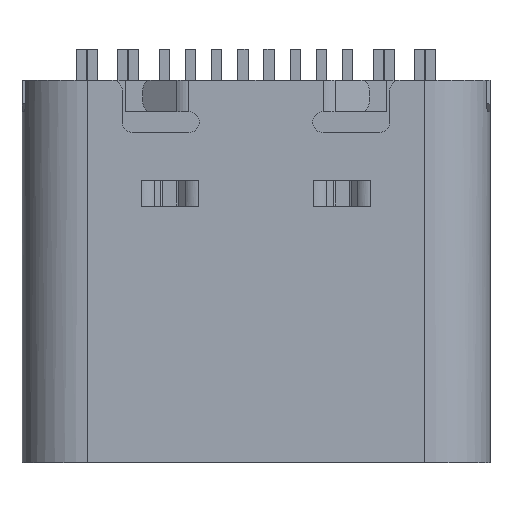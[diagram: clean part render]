
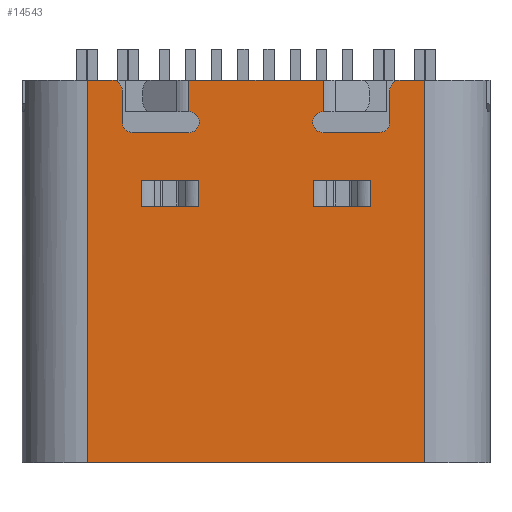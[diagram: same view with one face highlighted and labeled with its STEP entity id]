
A CAD part, top view. The second image highlights one B-rep face of the part: STEP entity #14543.
In plain terms, the highlighted face is planar.
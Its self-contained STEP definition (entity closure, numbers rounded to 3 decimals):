
#12999 = VERTEX_POINT('',#13000);
#13000 = CARTESIAN_POINT('',(2.196,3.31,-1.445));
#13009 = EDGE_CURVE('',#12999,#13010,#13012,.T.);
#13010 = VERTEX_POINT('',#13011);
#13011 = CARTESIAN_POINT('',(1.096,3.31,-1.445));
#13012 = LINE('',#13013,#13014);
#13013 = CARTESIAN_POINT('',(1.096,3.31,-1.446));
#13014 = VECTOR('',#13015,1.);
#13015 = DIRECTION('',(-1.,-0.,0.));
#13074 = EDGE_CURVE('',#13075,#13077,#13079,.T.);
#13075 = VERTEX_POINT('',#13076);
#13076 = CARTESIAN_POINT('',(1.096,3.31,-0.948));
#13077 = VERTEX_POINT('',#13078);
#13078 = CARTESIAN_POINT('',(2.196,3.31,-0.948));
#13079 = LINE('',#13080,#13081);
#13080 = CARTESIAN_POINT('',(1.096,3.31,-0.946));
#13081 = VECTOR('',#13082,1.);
#13082 = DIRECTION('',(1.,0.,0.));
#13153 = VERTEX_POINT('',#13154);
#13154 = CARTESIAN_POINT('',(2.754,3.31,-3.353));
#13160 = EDGE_CURVE('',#13153,#13161,#13163,.T.);
#13161 = VERTEX_POINT('',#13162);
#13162 = CARTESIAN_POINT('',(3.22,3.31,-3.353));
#13163 = LINE('',#13164,#13165);
#13164 = CARTESIAN_POINT('',(0.,3.31,-3.353));
#13165 = VECTOR('',#13166,1.);
#13166 = DIRECTION('',(1.,0.,0.));
#13307 = EDGE_CURVE('',#13308,#13310,#13312,.T.);
#13308 = VERTEX_POINT('',#13309);
#13309 = CARTESIAN_POINT('',(-1.283,3.31,-3.353));
#13310 = VERTEX_POINT('',#13311);
#13311 = CARTESIAN_POINT('',(1.283,3.31,-3.353));
#13312 = LINE('',#13313,#13314);
#13313 = CARTESIAN_POINT('',(0.,3.31,-3.353));
#13314 = VECTOR('',#13315,1.);
#13315 = DIRECTION('',(1.,0.,0.));
#13386 = VERTEX_POINT('',#13387);
#13387 = CARTESIAN_POINT('',(3.22,3.31,3.953));
#14543 = ADVANCED_FACE('',(#14544,#14560,#14692),#14726,.F.);
#14544 = FACE_BOUND('',#14545,.T.);
#14545 = EDGE_LOOP('',(#14546,#14547,#14553,#14554));
#14546 = ORIENTED_EDGE('',*,*,#13074,.F.);
#14547 = ORIENTED_EDGE('',*,*,#14548,.T.);
#14548 = EDGE_CURVE('',#13075,#13010,#14549,.T.);
#14549 = LINE('',#14550,#14551);
#14550 = CARTESIAN_POINT('',(1.096,3.31,-0.949));
#14551 = VECTOR('',#14552,1.);
#14552 = DIRECTION('',(-0.,-0.,-1.));
#14553 = ORIENTED_EDGE('',*,*,#13009,.F.);
#14554 = ORIENTED_EDGE('',*,*,#14555,.F.);
#14555 = EDGE_CURVE('',#13077,#12999,#14556,.T.);
#14556 = LINE('',#14557,#14558);
#14557 = CARTESIAN_POINT('',(2.196,3.31,-0.949));
#14558 = VECTOR('',#14559,1.);
#14559 = DIRECTION('',(-0.,-0.,-1.));
#14560 = FACE_BOUND('',#14561,.T.);
#14561 = EDGE_LOOP('',(#14562,#14563,#14572,#14580,#14589,#14597,#14606,
    #14612,#14613,#14621,#14630,#14638,#14647,#14655,#14664,#14672,
    #14680,#14686));
#14562 = ORIENTED_EDGE('',*,*,#13160,.F.);
#14563 = ORIENTED_EDGE('',*,*,#14564,.F.);
#14564 = EDGE_CURVE('',#14565,#13153,#14567,.T.);
#14565 = VERTEX_POINT('',#14566);
#14566 = CARTESIAN_POINT('',(2.554,3.31,-3.153));
#14567 = CIRCLE('',#14568,0.2);
#14568 = AXIS2_PLACEMENT_3D('',#14569,#14570,#14571);
#14569 = CARTESIAN_POINT('',(2.754,3.31,-3.153));
#14570 = DIRECTION('',(-0.,-1.,0.));
#14571 = DIRECTION('',(-0.,0.,-1.));
#14572 = ORIENTED_EDGE('',*,*,#14573,.F.);
#14573 = EDGE_CURVE('',#14574,#14565,#14576,.T.);
#14574 = VERTEX_POINT('',#14575);
#14575 = CARTESIAN_POINT('',(2.554,3.31,-2.553));
#14576 = LINE('',#14577,#14578);
#14577 = CARTESIAN_POINT('',(2.554,3.31,-2.553));
#14578 = VECTOR('',#14579,1.);
#14579 = DIRECTION('',(0.,0.,-1.));
#14580 = ORIENTED_EDGE('',*,*,#14581,.F.);
#14581 = EDGE_CURVE('',#14582,#14574,#14584,.T.);
#14582 = VERTEX_POINT('',#14583);
#14583 = CARTESIAN_POINT('',(2.354,3.31,-2.353));
#14584 = CIRCLE('',#14585,0.2);
#14585 = AXIS2_PLACEMENT_3D('',#14586,#14587,#14588);
#14586 = CARTESIAN_POINT('',(2.354,3.31,-2.553));
#14587 = DIRECTION('',(0.,1.,0.));
#14588 = DIRECTION('',(0.,-0.,1.));
#14589 = ORIENTED_EDGE('',*,*,#14590,.F.);
#14590 = EDGE_CURVE('',#14591,#14582,#14593,.T.);
#14591 = VERTEX_POINT('',#14592);
#14592 = CARTESIAN_POINT('',(1.283,3.31,-2.353));
#14593 = LINE('',#14594,#14595);
#14594 = CARTESIAN_POINT('',(1.283,3.31,-2.353));
#14595 = VECTOR('',#14596,1.);
#14596 = DIRECTION('',(1.,0.,0.));
#14597 = ORIENTED_EDGE('',*,*,#14598,.F.);
#14598 = EDGE_CURVE('',#14599,#14591,#14601,.T.);
#14599 = VERTEX_POINT('',#14600);
#14600 = CARTESIAN_POINT('',(1.283,3.31,-2.753));
#14601 = CIRCLE('',#14602,0.2);
#14602 = AXIS2_PLACEMENT_3D('',#14603,#14604,#14605);
#14603 = CARTESIAN_POINT('',(1.283,3.31,-2.553));
#14604 = DIRECTION('',(0.,1.,0.));
#14605 = DIRECTION('',(0.,-0.,1.));
#14606 = ORIENTED_EDGE('',*,*,#14607,.T.);
#14607 = EDGE_CURVE('',#14599,#13310,#14608,.T.);
#14608 = LINE('',#14609,#14610);
#14609 = CARTESIAN_POINT('',(1.283,3.31,-2.753));
#14610 = VECTOR('',#14611,1.);
#14611 = DIRECTION('',(0.,0.,-1.));
#14612 = ORIENTED_EDGE('',*,*,#13307,.F.);
#14613 = ORIENTED_EDGE('',*,*,#14614,.F.);
#14614 = EDGE_CURVE('',#14615,#13308,#14617,.T.);
#14615 = VERTEX_POINT('',#14616);
#14616 = CARTESIAN_POINT('',(-1.283,3.31,-2.753));
#14617 = LINE('',#14618,#14619);
#14618 = CARTESIAN_POINT('',(-1.283,3.31,-2.753));
#14619 = VECTOR('',#14620,1.);
#14620 = DIRECTION('',(0.,0.,-1.));
#14621 = ORIENTED_EDGE('',*,*,#14622,.T.);
#14622 = EDGE_CURVE('',#14615,#14623,#14625,.T.);
#14623 = VERTEX_POINT('',#14624);
#14624 = CARTESIAN_POINT('',(-1.283,3.31,-2.353));
#14625 = CIRCLE('',#14626,0.2);
#14626 = AXIS2_PLACEMENT_3D('',#14627,#14628,#14629);
#14627 = CARTESIAN_POINT('',(-1.283,3.31,-2.553));
#14628 = DIRECTION('',(0.,-1.,0.));
#14629 = DIRECTION('',(-0.,0.,1.));
#14630 = ORIENTED_EDGE('',*,*,#14631,.T.);
#14631 = EDGE_CURVE('',#14623,#14632,#14634,.T.);
#14632 = VERTEX_POINT('',#14633);
#14633 = CARTESIAN_POINT('',(-2.354,3.31,-2.353));
#14634 = LINE('',#14635,#14636);
#14635 = CARTESIAN_POINT('',(-1.283,3.31,-2.353));
#14636 = VECTOR('',#14637,1.);
#14637 = DIRECTION('',(-1.,0.,0.));
#14638 = ORIENTED_EDGE('',*,*,#14639,.T.);
#14639 = EDGE_CURVE('',#14632,#14640,#14642,.T.);
#14640 = VERTEX_POINT('',#14641);
#14641 = CARTESIAN_POINT('',(-2.554,3.31,-2.553));
#14642 = CIRCLE('',#14643,0.2);
#14643 = AXIS2_PLACEMENT_3D('',#14644,#14645,#14646);
#14644 = CARTESIAN_POINT('',(-2.354,3.31,-2.553));
#14645 = DIRECTION('',(0.,-1.,0.));
#14646 = DIRECTION('',(-0.,0.,1.));
#14647 = ORIENTED_EDGE('',*,*,#14648,.T.);
#14648 = EDGE_CURVE('',#14640,#14649,#14651,.T.);
#14649 = VERTEX_POINT('',#14650);
#14650 = CARTESIAN_POINT('',(-2.554,3.31,-3.153));
#14651 = LINE('',#14652,#14653);
#14652 = CARTESIAN_POINT('',(-2.554,3.31,-2.553));
#14653 = VECTOR('',#14654,1.);
#14654 = DIRECTION('',(0.,0.,-1.));
#14655 = ORIENTED_EDGE('',*,*,#14656,.T.);
#14656 = EDGE_CURVE('',#14649,#14657,#14659,.T.);
#14657 = VERTEX_POINT('',#14658);
#14658 = CARTESIAN_POINT('',(-2.754,3.31,-3.353));
#14659 = CIRCLE('',#14660,0.2);
#14660 = AXIS2_PLACEMENT_3D('',#14661,#14662,#14663);
#14661 = CARTESIAN_POINT('',(-2.754,3.31,-3.153));
#14662 = DIRECTION('',(0.,1.,0.));
#14663 = DIRECTION('',(0.,-0.,-1.));
#14664 = ORIENTED_EDGE('',*,*,#14665,.T.);
#14665 = EDGE_CURVE('',#14657,#14666,#14668,.T.);
#14666 = VERTEX_POINT('',#14667);
#14667 = CARTESIAN_POINT('',(-3.22,3.31,-3.353));
#14668 = LINE('',#14669,#14670);
#14669 = CARTESIAN_POINT('',(0.,3.31,-3.353));
#14670 = VECTOR('',#14671,1.);
#14671 = DIRECTION('',(-1.,0.,0.));
#14672 = ORIENTED_EDGE('',*,*,#14673,.T.);
#14673 = EDGE_CURVE('',#14666,#14674,#14676,.T.);
#14674 = VERTEX_POINT('',#14675);
#14675 = CARTESIAN_POINT('',(-3.22,3.31,3.953));
#14676 = LINE('',#14677,#14678);
#14677 = CARTESIAN_POINT('',(-3.22,3.31,-3.353));
#14678 = VECTOR('',#14679,1.);
#14679 = DIRECTION('',(0.,0.,1.));
#14680 = ORIENTED_EDGE('',*,*,#14681,.T.);
#14681 = EDGE_CURVE('',#14674,#13386,#14682,.T.);
#14682 = LINE('',#14683,#14684);
#14683 = CARTESIAN_POINT('',(0.,3.31,3.953));
#14684 = VECTOR('',#14685,1.);
#14685 = DIRECTION('',(1.,0.,0.));
#14686 = ORIENTED_EDGE('',*,*,#14687,.F.);
#14687 = EDGE_CURVE('',#13161,#13386,#14688,.T.);
#14688 = LINE('',#14689,#14690);
#14689 = CARTESIAN_POINT('',(3.22,3.31,-3.353));
#14690 = VECTOR('',#14691,1.);
#14691 = DIRECTION('',(0.,0.,1.));
#14692 = FACE_BOUND('',#14693,.T.);
#14693 = EDGE_LOOP('',(#14694,#14704,#14712,#14720));
#14694 = ORIENTED_EDGE('',*,*,#14695,.T.);
#14695 = EDGE_CURVE('',#14696,#14698,#14700,.T.);
#14696 = VERTEX_POINT('',#14697);
#14697 = CARTESIAN_POINT('',(-1.096,3.31,-0.948));
#14698 = VERTEX_POINT('',#14699);
#14699 = CARTESIAN_POINT('',(-2.196,3.31,-0.948));
#14700 = LINE('',#14701,#14702);
#14701 = CARTESIAN_POINT('',(-1.096,3.31,-0.946));
#14702 = VECTOR('',#14703,1.);
#14703 = DIRECTION('',(-1.,0.,0.));
#14704 = ORIENTED_EDGE('',*,*,#14705,.T.);
#14705 = EDGE_CURVE('',#14698,#14706,#14708,.T.);
#14706 = VERTEX_POINT('',#14707);
#14707 = CARTESIAN_POINT('',(-2.196,3.31,-1.445));
#14708 = LINE('',#14709,#14710);
#14709 = CARTESIAN_POINT('',(-2.196,3.31,-0.949));
#14710 = VECTOR('',#14711,1.);
#14711 = DIRECTION('',(0.,-0.,-1.));
#14712 = ORIENTED_EDGE('',*,*,#14713,.T.);
#14713 = EDGE_CURVE('',#14706,#14714,#14716,.T.);
#14714 = VERTEX_POINT('',#14715);
#14715 = CARTESIAN_POINT('',(-1.096,3.31,-1.445));
#14716 = LINE('',#14717,#14718);
#14717 = CARTESIAN_POINT('',(-1.096,3.31,-1.446));
#14718 = VECTOR('',#14719,1.);
#14719 = DIRECTION('',(1.,0.,0.));
#14720 = ORIENTED_EDGE('',*,*,#14721,.F.);
#14721 = EDGE_CURVE('',#14696,#14714,#14722,.T.);
#14722 = LINE('',#14723,#14724);
#14723 = CARTESIAN_POINT('',(-1.096,3.31,-0.949));
#14724 = VECTOR('',#14725,1.);
#14725 = DIRECTION('',(0.,-0.,-1.));
#14726 = PLANE('',#14727);
#14727 = AXIS2_PLACEMENT_3D('',#14728,#14729,#14730);
#14728 = CARTESIAN_POINT('',(0.,3.31,-3.353));
#14729 = DIRECTION('',(0.,-1.,0.));
#14730 = DIRECTION('',(1.,0.,0.));
